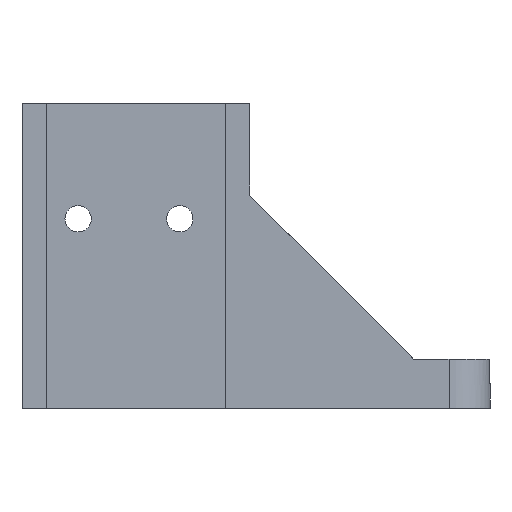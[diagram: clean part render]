
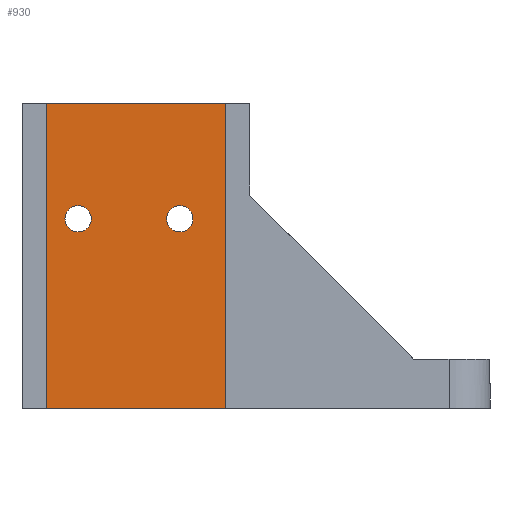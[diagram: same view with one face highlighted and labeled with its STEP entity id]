
A CAD part, left-side view. The second image highlights one B-rep face of the part: STEP entity #930.
In plain terms, the highlighted planar face has unit normal (-1, 0, 0).
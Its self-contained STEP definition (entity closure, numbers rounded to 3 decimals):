
#3 = EDGE_CURVE ( 'NONE', #193, #386, #62, .T. ) ;
#27 = VERTEX_POINT ( 'NONE', #768 ) ;
#43 = CARTESIAN_POINT ( 'NONE',  ( 66.398, 214.526, 37.127 ) ) ;
#50 = VERTEX_POINT ( 'NONE', #1079 ) ;
#52 = DIRECTION ( 'NONE',  ( 0., 0., 1. ) ) ;
#58 = CARTESIAN_POINT ( 'NONE',  ( 66.398, 192.749, 37.127 ) ) ;
#59 = CARTESIAN_POINT ( 'NONE',  ( 66.398, 210.683, 23.098 ) ) ;
#62 = CIRCLE ( 'NONE', #836, 1.6 ) ;
#68 = VECTOR ( 'NONE', #97, 1000. ) ;
#89 = EDGE_CURVE ( 'NONE', #50, #974, #967, .T. ) ;
#97 = DIRECTION ( 'NONE',  ( 0., 1., 0. ) ) ;
#115 = FACE_BOUND ( 'NONE', #722, .T. ) ;
#178 = CARTESIAN_POINT ( 'NONE',  ( 66.398, 214.526, 37.127 ) ) ;
#190 = ORIENTED_EDGE ( 'NONE', *, *, #529, .T. ) ;
#192 = LINE ( 'NONE', #1107, #604 ) ;
#193 = VERTEX_POINT ( 'NONE', #907 ) ;
#221 = DIRECTION ( 'NONE',  ( 0., 1., 0. ) ) ;
#236 = PLANE ( 'NONE',  #1236 ) ;
#247 = FACE_BOUND ( 'NONE', #409, .T. ) ;
#254 = DIRECTION ( 'NONE',  ( -1., 0., 0. ) ) ;
#275 = CIRCLE ( 'NONE', #1031, 1.6 ) ;
#308 = CARTESIAN_POINT ( 'NONE',  ( 66.398, 198.283, 23.098 ) ) ;
#373 = AXIS2_PLACEMENT_3D ( 'NONE', #308, #736, #534 ) ;
#386 = VERTEX_POINT ( 'NONE', #629 ) ;
#389 = LINE ( 'NONE', #178, #68 ) ;
#400 = EDGE_CURVE ( 'NONE', #1144, #667, #389, .T. ) ;
#409 = EDGE_LOOP ( 'NONE', ( #739, #1278 ) ) ;
#529 = EDGE_CURVE ( 'NONE', #50, #1144, #538, .T. ) ;
#534 = DIRECTION ( 'NONE',  ( 0., 0., 1. ) ) ;
#538 = LINE ( 'NONE', #1201, #1214 ) ;
#554 = CARTESIAN_POINT ( 'NONE',  ( 66.398, 214.526, 0. ) ) ;
#559 = CARTESIAN_POINT ( 'NONE',  ( 66.398, 214.526, 0. ) ) ;
#564 = EDGE_LOOP ( 'NONE', ( #754, #1258, #685, #190 ) ) ;
#583 = DIRECTION ( 'NONE',  ( -1., 0., 0. ) ) ;
#604 = VECTOR ( 'NONE', #681, 1000. ) ;
#629 = CARTESIAN_POINT ( 'NONE',  ( 66.398, 210.683, 21.498 ) ) ;
#662 = EDGE_CURVE ( 'NONE', #1116, #27, #1188, .T. ) ;
#667 = VERTEX_POINT ( 'NONE', #43 ) ;
#681 = DIRECTION ( 'NONE',  ( 0., 0., 1. ) ) ;
#685 = ORIENTED_EDGE ( 'NONE', *, *, #89, .F. ) ;
#706 = DIRECTION ( 'NONE',  ( 0., 0., 1. ) ) ;
#717 = EDGE_CURVE ( 'NONE', #386, #193, #275, .T. ) ;
#722 = EDGE_LOOP ( 'NONE', ( #1106, #1225 ) ) ;
#736 = DIRECTION ( 'NONE',  ( -1., 0., 0. ) ) ;
#739 = ORIENTED_EDGE ( 'NONE', *, *, #3, .F. ) ;
#746 = VECTOR ( 'NONE', #221, 1000. ) ;
#754 = ORIENTED_EDGE ( 'NONE', *, *, #400, .T. ) ;
#763 = CARTESIAN_POINT ( 'NONE',  ( 66.398, 214.526, 0. ) ) ;
#768 = CARTESIAN_POINT ( 'NONE',  ( 66.398, 198.283, 24.698 ) ) ;
#781 = DIRECTION ( 'NONE',  ( 0., 0., -1. ) ) ;
#836 = AXIS2_PLACEMENT_3D ( 'NONE', #879, #254, #1168 ) ;
#846 = CIRCLE ( 'NONE', #373, 1.6 ) ;
#879 = CARTESIAN_POINT ( 'NONE',  ( 66.398, 210.683, 23.098 ) ) ;
#903 = CARTESIAN_POINT ( 'NONE',  ( 66.398, 198.283, 21.498 ) ) ;
#907 = CARTESIAN_POINT ( 'NONE',  ( 66.398, 210.683, 24.698 ) ) ;
#909 = AXIS2_PLACEMENT_3D ( 'NONE', #1002, #1012, #706 ) ;
#930 = ADVANCED_FACE ( 'NONE', ( #115, #247, #1054 ), #236, .F. ) ;
#967 = LINE ( 'NONE', #554, #746 ) ;
#974 = VERTEX_POINT ( 'NONE', #559 ) ;
#1002 = CARTESIAN_POINT ( 'NONE',  ( 66.398, 198.283, 23.098 ) ) ;
#1012 = DIRECTION ( 'NONE',  ( -1., 0., 0. ) ) ;
#1031 = AXIS2_PLACEMENT_3D ( 'NONE', #59, #583, #52 ) ;
#1046 = EDGE_CURVE ( 'NONE', #974, #667, #192, .T. ) ;
#1054 = FACE_OUTER_BOUND ( 'NONE', #564, .T. ) ;
#1079 = CARTESIAN_POINT ( 'NONE',  ( 66.398, 192.749, 0. ) ) ;
#1106 = ORIENTED_EDGE ( 'NONE', *, *, #1191, .F. ) ;
#1107 = CARTESIAN_POINT ( 'NONE',  ( 66.398, 214.526, 0. ) ) ;
#1116 = VERTEX_POINT ( 'NONE', #903 ) ;
#1144 = VERTEX_POINT ( 'NONE', #58 ) ;
#1162 = DIRECTION ( 'NONE',  ( 1., 0., 0. ) ) ;
#1168 = DIRECTION ( 'NONE',  ( 0., 0., 1. ) ) ;
#1188 = CIRCLE ( 'NONE', #909, 1.6 ) ;
#1191 = EDGE_CURVE ( 'NONE', #27, #1116, #846, .T. ) ;
#1201 = CARTESIAN_POINT ( 'NONE',  ( 66.398, 192.749, 0. ) ) ;
#1210 = DIRECTION ( 'NONE',  ( 0., 0., 1. ) ) ;
#1214 = VECTOR ( 'NONE', #1210, 1000. ) ;
#1225 = ORIENTED_EDGE ( 'NONE', *, *, #662, .F. ) ;
#1236 = AXIS2_PLACEMENT_3D ( 'NONE', #763, #1162, #781 ) ;
#1258 = ORIENTED_EDGE ( 'NONE', *, *, #1046, .F. ) ;
#1278 = ORIENTED_EDGE ( 'NONE', *, *, #717, .F. ) ;
